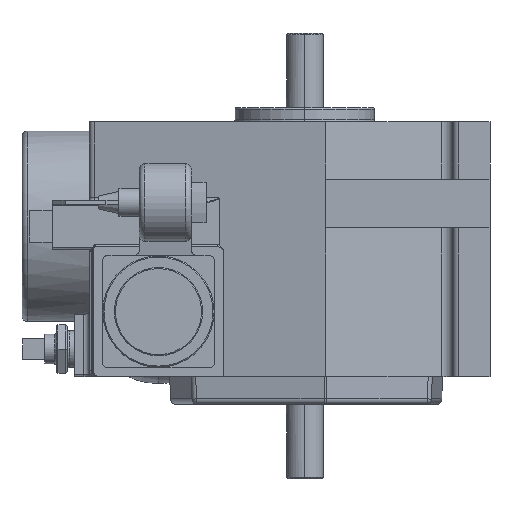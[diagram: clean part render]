
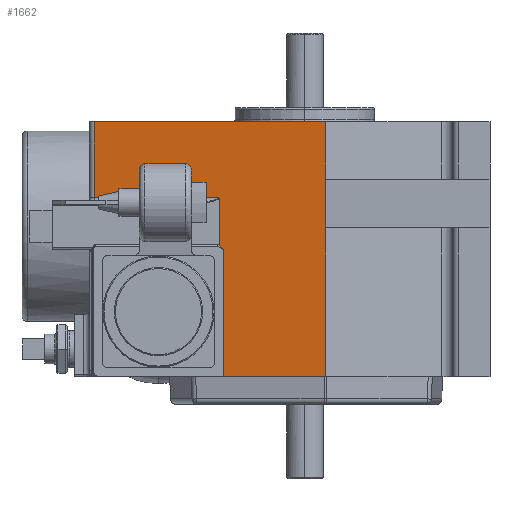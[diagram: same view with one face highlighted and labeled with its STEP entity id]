
A CAD part, left-side view. The second image highlights one B-rep face of the part: STEP entity #1662.
In plain terms, the highlighted planar face has unit normal (-0.985, 0.174, 0).
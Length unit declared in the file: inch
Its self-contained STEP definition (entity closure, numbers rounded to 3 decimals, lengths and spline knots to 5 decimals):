
#157 = EDGE_CURVE ( 'NONE', #264, #265, #5251, .T. ) ;
#161 = EDGE_CURVE ( 'NONE', #266, #265, #5258, .T. ) ;
#162 = EDGE_CURVE ( 'NONE', #262, #263, #5247, .T. ) ;
#163 = EDGE_CURVE ( 'NONE', #260, #262, #5301, .T. ) ;
#164 = EDGE_CURVE ( 'NONE', #260, #261, #5261, .T. ) ;
#165 = EDGE_CURVE ( 'NONE', #263, #264, #5263, .T. ) ;
#166 = EDGE_CURVE ( 'NONE', #266, #267, #5266, .T. ) ;
#167 = EDGE_CURVE ( 'NONE', #267, #268, #5268, .T. ) ;
#168 = EDGE_CURVE ( 'NONE', #268, #269, #5270, .T. ) ;
#169 = EDGE_CURVE ( 'NONE', #269, #270, #5272, .T. ) ;
#170 = EDGE_CURVE ( 'NONE', #270, #261, #5302, .T. ) ;
#260 = VERTEX_POINT ( 'NONE', #1347 ) ;
#261 = VERTEX_POINT ( 'NONE', #1348 ) ;
#262 = VERTEX_POINT ( 'NONE', #1349 ) ;
#263 = VERTEX_POINT ( 'NONE', #1350 ) ;
#264 = VERTEX_POINT ( 'NONE', #1351 ) ;
#265 = VERTEX_POINT ( 'NONE', #1352 ) ;
#266 = VERTEX_POINT ( 'NONE', #1353 ) ;
#267 = VERTEX_POINT ( 'NONE', #1354 ) ;
#268 = VERTEX_POINT ( 'NONE', #1355 ) ;
#269 = VERTEX_POINT ( 'NONE', #1356 ) ;
#270 = VERTEX_POINT ( 'NONE', #1357 ) ;
#1178 = CARTESIAN_POINT ( 'NONE',  ( -2.125, -0.285, -10.53143 ) ) ;
#1179 = DIRECTION ( 'NONE',  ( 0., 0., 1. ) ) ;
#1180 = CARTESIAN_POINT ( 'NONE',  ( -1.88167, 1.095, -10.53143 ) ) ;
#1186 = CARTESIAN_POINT ( 'NONE',  ( -1.87142, 1.15311, 0.14856 ) ) ;
#1187 = CARTESIAN_POINT ( 'NONE',  ( -2.125, -0.285, 0.379 ) ) ;
#1188 = DIRECTION ( 'NONE',  ( 0., 0., -1. ) ) ;
#1189 = DIRECTION ( 'NONE',  ( 0., 0., -1. ) ) ;
#1190 = CARTESIAN_POINT ( 'NONE',  ( -2.15479, -0.45397, -1.625 ) ) ;
#1191 = CARTESIAN_POINT ( 'NONE',  ( -1.87142, 1.15311, 0.14697 ) ) ;
#1192 = CARTESIAN_POINT ( 'NONE',  ( -1.87156, 1.15231, 0.14553 ) ) ;
#1193 = CARTESIAN_POINT ( 'NONE',  ( -1.87189, 1.15043, 0.14302 ) ) ;
#1194 = CARTESIAN_POINT ( 'NONE',  ( -1.87209, 1.14933, 0.14193 ) ) ;
#1195 = CARTESIAN_POINT ( 'NONE',  ( -1.87269, 1.14591, 0.13882 ) ) ;
#1196 = CARTESIAN_POINT ( 'NONE',  ( -1.87313, 1.14344, 0.13695 ) ) ;
#1197 = CARTESIAN_POINT ( 'NONE',  ( -1.87443, 1.13606, 0.13132 ) ) ;
#1198 = CARTESIAN_POINT ( 'NONE',  ( -1.8753, 1.13113, 0.12758 ) ) ;
#1199 = CARTESIAN_POINT ( 'NONE',  ( -1.87775, 1.1172, 0.11536 ) ) ;
#1200 = CARTESIAN_POINT ( 'NONE',  ( -1.87922, 1.1089, 0.10579 ) ) ;
#1201 = CARTESIAN_POINT ( 'NONE',  ( -1.88084, 1.09973, 0.08963 ) ) ;
#1202 = CARTESIAN_POINT ( 'NONE',  ( -1.88129, 1.09715, 0.08386 ) ) ;
#1203 = CARTESIAN_POINT ( 'NONE',  ( -1.88198, 1.09325, 0.07199 ) ) ;
#1204 = CARTESIAN_POINT ( 'NONE',  ( -1.88221, 1.09193, 0.06594 ) ) ;
#1205 = CARTESIAN_POINT ( 'NONE',  ( -1.88245, 1.09057, 0.05357 ) ) ;
#1206 = CARTESIAN_POINT ( 'NONE',  ( -1.88246, 1.09054, 0.0472 ) ) ;
#1207 = CARTESIAN_POINT ( 'NONE',  ( -1.88223, 1.0918, 0.03479 ) ) ;
#1208 = CARTESIAN_POINT ( 'NONE',  ( -1.88201, 1.09308, 0.02869 ) ) ;
#1209 = CARTESIAN_POINT ( 'NONE',  ( -1.88167, 1.095, 0.02269 ) ) ;
#1210 = CARTESIAN_POINT ( 'NONE',  ( -1.87104, 1.15526, 0.7875 ) ) ;
#1211 = CARTESIAN_POINT ( 'NONE',  ( -1.87142, 1.15311, -10.53143 ) ) ;
#1212 = DIRECTION ( 'NONE',  ( 0., 0., 1. ) ) ;
#1213 = DIRECTION ( 'NONE',  ( -0.174, -0.985, 0. ) ) ;
#1214 = CARTESIAN_POINT ( 'NONE',  ( -2.125, -0.285, -10.53143 ) ) ;
#1215 = DIRECTION ( 'NONE',  ( 0., 0., 1. ) ) ;
#1216 = CARTESIAN_POINT ( 'NONE',  ( -2.125, -0.285, 1.81 ) ) ;
#1217 = DIRECTION ( 'NONE',  ( 0.174, 0.985, 0. ) ) ;
#1218 = CARTESIAN_POINT ( 'NONE',  ( -1.57433, 2.83802, -10.53143 ) ) ;
#1219 = DIRECTION ( 'NONE',  ( 0., 0., -1. ) ) ;
#1220 = CARTESIAN_POINT ( 'NONE',  ( -1.87142, 1.15311, 0.7875 ) ) ;
#1221 = DIRECTION ( 'NONE',  ( -0.174, -0.985, 0. ) ) ;
#1223 = CARTESIAN_POINT ( 'NONE',  ( -1.8713, 1.15379, 0.78484 ) ) ;
#1224 = CARTESIAN_POINT ( 'NONE',  ( -1.87142, 1.15311, 0.78184 ) ) ;
#1225 = CARTESIAN_POINT ( 'NONE',  ( -1.87142, 1.15311, 0.77879 ) ) ;
#1347 = CARTESIAN_POINT ( 'NONE',  ( -1.87142, 1.15311, 0.14856 ) ) ;
#1348 = CARTESIAN_POINT ( 'NONE',  ( -1.87142, 1.15311, 0.77879 ) ) ;
#1349 = CARTESIAN_POINT ( 'NONE',  ( -1.88167, 1.095, 0.02269 ) ) ;
#1350 = CARTESIAN_POINT ( 'NONE',  ( -1.88167, 1.095, -1.625 ) ) ;
#1351 = CARTESIAN_POINT ( 'NONE',  ( -2.125, -0.285, -1.625 ) ) ;
#1352 = CARTESIAN_POINT ( 'NONE',  ( -2.125, -0.285, 0.379 ) ) ;
#1353 = CARTESIAN_POINT ( 'NONE',  ( -2.125, -0.285, 1.037 ) ) ;
#1354 = CARTESIAN_POINT ( 'NONE',  ( -2.125, -0.285, 1.81 ) ) ;
#1355 = CARTESIAN_POINT ( 'NONE',  ( -1.57433, 2.83802, 1.81 ) ) ;
#1356 = CARTESIAN_POINT ( 'NONE',  ( -1.57433, 2.83802, 0.7875 ) ) ;
#1357 = CARTESIAN_POINT ( 'NONE',  ( -1.87104, 1.15526, 0.7875 ) ) ;
#1662 = ADVANCED_FACE ( 'NONE', ( #5419 ), #5869, .F. ) ;
#2442 = ORIENTED_EDGE ( 'NONE', *, *, #164, .F. ) ;
#2443 = ORIENTED_EDGE ( 'NONE', *, *, #163, .T. ) ;
#2444 = ORIENTED_EDGE ( 'NONE', *, *, #162, .T. ) ;
#2445 = ORIENTED_EDGE ( 'NONE', *, *, #165, .T. ) ;
#2446 = ORIENTED_EDGE ( 'NONE', *, *, #157, .T. ) ;
#2447 = ORIENTED_EDGE ( 'NONE', *, *, #161, .F. ) ;
#2448 = ORIENTED_EDGE ( 'NONE', *, *, #166, .T. ) ;
#2449 = ORIENTED_EDGE ( 'NONE', *, *, #167, .T. ) ;
#2450 = ORIENTED_EDGE ( 'NONE', *, *, #168, .T. ) ;
#2451 = ORIENTED_EDGE ( 'NONE', *, *, #169, .T. ) ;
#2452 = ORIENTED_EDGE ( 'NONE', *, *, #170, .T. ) ;
#4637 = AXIS2_PLACEMENT_3D ( 'NONE', #5861, #5874, #5875 ) ;
#4897 = EDGE_LOOP ( 'NONE', ( #2442, #2443, #2444, #2445, #2446, #2447, #2448, #2449, #2450, #2451, #2452 ) ) ;
#5245 = VECTOR ( 'NONE', #1212, 39.37008 ) ;
#5247 = LINE ( 'NONE', #1180, #5260 ) ;
#5251 = LINE ( 'NONE', #1178, #5252 ) ;
#5252 = VECTOR ( 'NONE', #1179, 39.37008 ) ;
#5258 = LINE ( 'NONE', #1187, #5259 ) ;
#5259 = VECTOR ( 'NONE', #1188, 39.37008 ) ;
#5260 = VECTOR ( 'NONE', #1189, 39.37008 ) ;
#5261 = LINE ( 'NONE', #1211, #5245 ) ;
#5263 = LINE ( 'NONE', #1190, #5264 ) ;
#5264 = VECTOR ( 'NONE', #1213, 39.37008 ) ;
#5266 = LINE ( 'NONE', #1214, #5267 ) ;
#5267 = VECTOR ( 'NONE', #1215, 39.37008 ) ;
#5268 = LINE ( 'NONE', #1216, #5269 ) ;
#5269 = VECTOR ( 'NONE', #1217, 39.37008 ) ;
#5270 = LINE ( 'NONE', #1218, #5271 ) ;
#5271 = VECTOR ( 'NONE', #1219, 39.37008 ) ;
#5272 = LINE ( 'NONE', #1220, #5273 ) ;
#5273 = VECTOR ( 'NONE', #1221, 39.37008 ) ;
#5301 = B_SPLINE_CURVE_WITH_KNOTS ( 'NONE', 3,
 ( #1186, #1191, #1192, #1193, #1194, #1195, #1196, #1197, #1198, #1199, #1200, #1201, #1202, #1203, #1204, #1205, #1206, #1207, #1208, #1209 ),
 .UNSPECIFIED., .F., .F.,
 ( 4, 2, 2, 2, 2, 2, 2, 2, 2, 4 ),
 ( 0., 0.00012, 0.00024, 0.00048, 0.00095, 0.00191, 0.00239, 0.00286, 0.00334, 0.00382 ),
 .UNSPECIFIED. ) ;
#5302 = B_SPLINE_CURVE_WITH_KNOTS ( 'NONE', 3,
 ( #1210, #1223, #1224, #1225 ),
 .UNSPECIFIED., .F., .F.,
 ( 4, 4 ),
 ( -0.00001, 0.00022 ),
 .UNSPECIFIED. ) ;
#5419 = FACE_OUTER_BOUND ( 'NONE', #4897, .T. ) ;
#5861 = CARTESIAN_POINT ( 'NONE',  ( -2.125, -0.285, -10.53143 ) ) ;
#5869 = PLANE ( 'NONE',  #4637 ) ;
#5874 = DIRECTION ( 'NONE',  ( 0.985, -0.174, 0. ) ) ;
#5875 = DIRECTION ( 'NONE',  ( 0.174, 0.985, 0. ) ) ;
